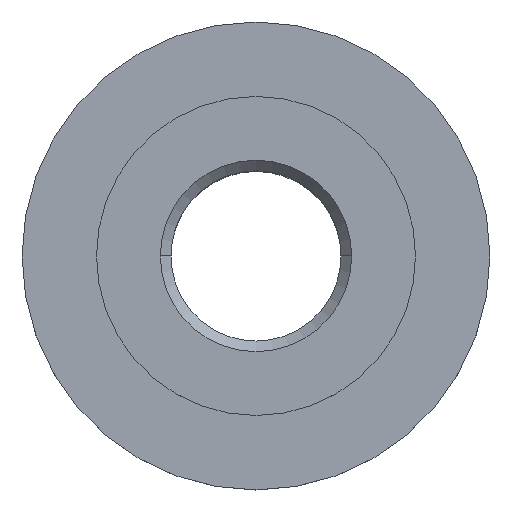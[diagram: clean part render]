
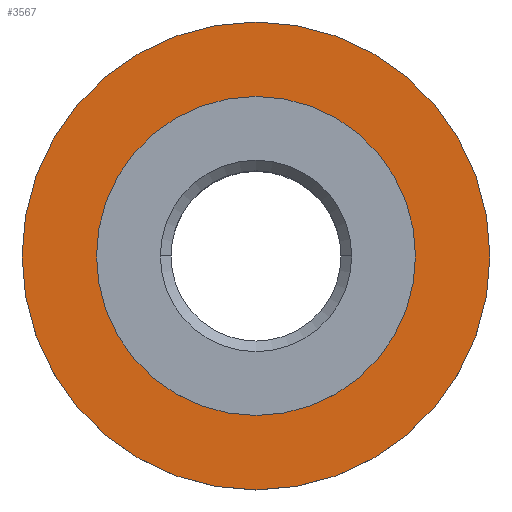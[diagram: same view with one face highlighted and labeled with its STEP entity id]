
A CAD part, top view. The second image highlights one B-rep face of the part: STEP entity #3567.
In plain terms, the highlighted planar face has unit normal (0, 0, 1).
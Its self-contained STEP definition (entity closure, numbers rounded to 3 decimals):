
#84 = AXIS2_PLACEMENT_3D ( 'NONE', #692, #693, #694 ) ;
#87 = AXIS2_PLACEMENT_3D ( 'NONE', #707, #708, #709 ) ;
#228 = AXIS2_PLACEMENT_3D ( 'NONE', #3336, #3335, #3340 ) ;
#301 = FACE_BOUND ( 'NONE', #500, .T. ) ;
#303 = FACE_OUTER_BOUND ( 'NONE', #499, .T. ) ;
#499 = EDGE_LOOP ( 'NONE', ( #2943, #2944 ) ) ;
#500 = EDGE_LOOP ( 'NONE', ( #2941, #2942 ) ) ;
#545 = VERTEX_POINT ( 'NONE', #2716 ) ;
#629 = VERTEX_POINT ( 'NONE', #2814 ) ;
#692 = CARTESIAN_POINT ( 'NONE',  ( 0., 0., 6. ) ) ;
#693 = DIRECTION ( 'NONE',  ( 0., 0., 1. ) ) ;
#694 = DIRECTION ( 'NONE',  ( 1., 0., 0. ) ) ;
#707 = CARTESIAN_POINT ( 'NONE',  ( 0., 0., 6. ) ) ;
#708 = DIRECTION ( 'NONE',  ( 0., 0., 1. ) ) ;
#709 = DIRECTION ( 'NONE',  ( 1., 0., 0. ) ) ;
#989 = CARTESIAN_POINT ( 'NONE',  ( 11., 0., 6. ) ) ;
#990 = CARTESIAN_POINT ( 'NONE',  ( -11., 0., 6. ) ) ;
#1293 = EDGE_CURVE ( 'NONE', #1861, #1860, #4223, .T. ) ;
#1294 = EDGE_CURVE ( 'NONE', #545, #629, #4239, .T. ) ;
#1362 = EDGE_CURVE ( 'NONE', #629, #545, #2153, .T. ) ;
#1368 = EDGE_CURVE ( 'NONE', #1860, #1861, #2168, .T. ) ;
#1860 = VERTEX_POINT ( 'NONE', #989 ) ;
#1861 = VERTEX_POINT ( 'NONE', #990 ) ;
#1896 = CARTESIAN_POINT ( 'NONE',  ( 0., 0., 6. ) ) ;
#1897 = DIRECTION ( 'NONE',  ( 0., 0., 1. ) ) ;
#1898 = DIRECTION ( 'NONE',  ( 1., 0., 0. ) ) ;
#1900 = CARTESIAN_POINT ( 'NONE',  ( 0., 0., 6. ) ) ;
#1901 = DIRECTION ( 'NONE',  ( 0., 0., 1. ) ) ;
#1902 = DIRECTION ( 'NONE',  ( 1., 0., 0. ) ) ;
#2153 = CIRCLE ( 'NONE', #84, 7.5 ) ;
#2168 = CIRCLE ( 'NONE', #87, 11. ) ;
#2716 = CARTESIAN_POINT ( 'NONE',  ( -7.5, 0., 6. ) ) ;
#2814 = CARTESIAN_POINT ( 'NONE',  ( 7.5, 0., 6. ) ) ;
#2941 = ORIENTED_EDGE ( 'NONE', *, *, #1362, .F. ) ;
#2942 = ORIENTED_EDGE ( 'NONE', *, *, #1294, .F. ) ;
#2943 = ORIENTED_EDGE ( 'NONE', *, *, #1368, .T. ) ;
#2944 = ORIENTED_EDGE ( 'NONE', *, *, #1293, .T. ) ;
#3335 = DIRECTION ( 'NONE',  ( 0., 0., -1. ) ) ;
#3336 = CARTESIAN_POINT ( 'NONE',  ( 0., 11., 6. ) ) ;
#3338 = PLANE ( 'NONE',  #228 ) ;
#3340 = DIRECTION ( 'NONE',  ( -1., 0., 0. ) ) ;
#3567 = ADVANCED_FACE ( 'NONE', ( #301, #303 ), #3338, .F. ) ;
#4223 = CIRCLE ( 'NONE', #4601, 11. ) ;
#4239 = CIRCLE ( 'NONE', #4602, 7.5 ) ;
#4601 = AXIS2_PLACEMENT_3D ( 'NONE', #1896, #1897, #1898 ) ;
#4602 = AXIS2_PLACEMENT_3D ( 'NONE', #1900, #1901, #1902 ) ;
